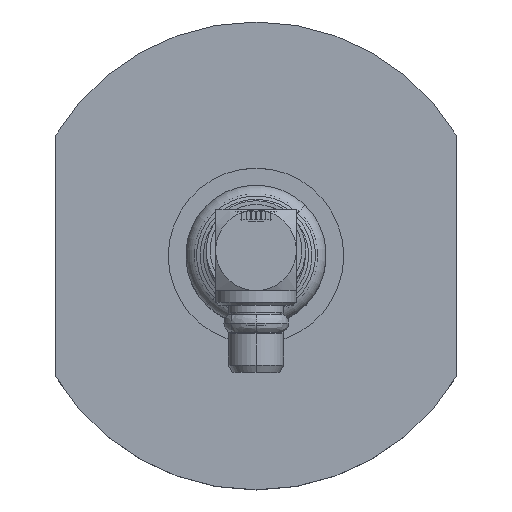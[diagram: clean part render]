
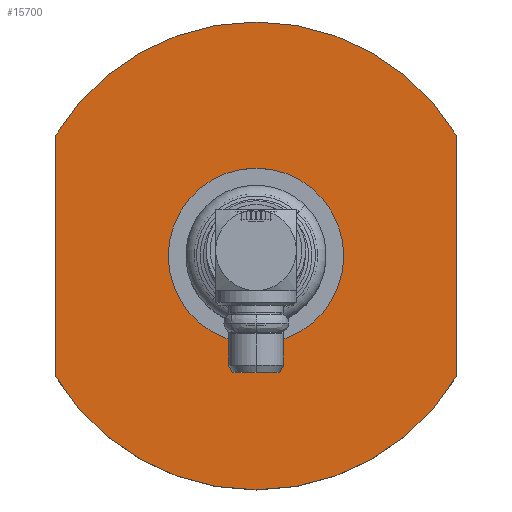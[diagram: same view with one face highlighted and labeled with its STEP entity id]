
A CAD part, top view. The second image highlights one B-rep face of the part: STEP entity #15700.
In plain terms, the highlighted face is planar.
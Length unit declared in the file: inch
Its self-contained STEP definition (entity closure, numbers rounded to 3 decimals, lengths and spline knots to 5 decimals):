
#946 = CARTESIAN_POINT ( 'NONE',  ( 0.84849, 0.4, 0.3435 ) ) ;
#1314 = CARTESIAN_POINT ( 'NONE',  ( 0.84849, 0., 0. ) ) ;
#1756 = ORIENTED_EDGE ( 'NONE', *, *, #18577, .T. ) ;
#2218 = ORIENTED_EDGE ( 'NONE', *, *, #12665, .F. ) ;
#2997 = LINE ( 'NONE', #946, #24315 ) ;
#3077 = CARTESIAN_POINT ( 'NONE',  ( 0.84849, 0.20496, 0.3435 ) ) ;
#3110 = EDGE_CURVE ( 'NONE', #9366, #11666, #8064, .T. ) ;
#3555 = DIRECTION ( 'NONE',  ( 0., 0., 1. ) ) ;
#3935 = LINE ( 'NONE', #5997, #13817 ) ;
#4061 = DIRECTION ( 'NONE',  ( 0., -1., 0. ) ) ;
#4823 = FACE_OUTER_BOUND ( 'NONE', #13648, .T. ) ;
#5093 = AXIS2_PLACEMENT_3D ( 'NONE', #5229, #12329, #3555 ) ;
#5094 = DIRECTION ( 'NONE',  ( -1., 0., 0. ) ) ;
#5229 = CARTESIAN_POINT ( 'NONE',  ( 0.84849, 0., 0. ) ) ;
#5997 = CARTESIAN_POINT ( 'NONE',  ( 0.84849, 0.4, -0.3435 ) ) ;
#6295 = CIRCLE ( 'NONE', #25149, 0.4 ) ;
#6882 = DIRECTION ( 'NONE',  ( 0., 0., 1. ) ) ;
#6908 = CARTESIAN_POINT ( 'NONE',  ( 0.84849, 0., -0.15 ) ) ;
#7088 = CARTESIAN_POINT ( 'NONE',  ( 0.84849, -0.20496, -0.3435 ) ) ;
#7462 = DIRECTION ( 'NONE',  ( -1., 0., 0. ) ) ;
#7999 = EDGE_CURVE ( 'NONE', #23419, #24470, #12090, .T. ) ;
#8064 = CIRCLE ( 'NONE', #10720, 0.4 ) ;
#8373 = CIRCLE ( 'NONE', #18450, 0.15 ) ;
#8421 = DIRECTION ( 'NONE',  ( 0., 0., 1. ) ) ;
#9012 = CARTESIAN_POINT ( 'NONE',  ( 0.84849, 0., 0. ) ) ;
#9290 = DIRECTION ( 'NONE',  ( 0., 1., 0. ) ) ;
#9366 = VERTEX_POINT ( 'NONE', #7088 ) ;
#9420 = DIRECTION ( 'NONE',  ( 0., 0., 1. ) ) ;
#10569 = VERTEX_POINT ( 'NONE', #3077 ) ;
#10720 = AXIS2_PLACEMENT_3D ( 'NONE', #11313, #7462, #15828 ) ;
#11155 = CARTESIAN_POINT ( 'NONE',  ( 0.84849, 0.20496, -0.3435 ) ) ;
#11313 = CARTESIAN_POINT ( 'NONE',  ( 0.84849, 0., 0. ) ) ;
#11666 = VERTEX_POINT ( 'NONE', #14437 ) ;
#12090 = CIRCLE ( 'NONE', #5093, 0.15 ) ;
#12234 = ORIENTED_EDGE ( 'NONE', *, *, #12537, .F. ) ;
#12329 = DIRECTION ( 'NONE',  ( -1., 0., 0. ) ) ;
#12537 = EDGE_CURVE ( 'NONE', #11666, #10569, #2997, .T. ) ;
#12665 = EDGE_CURVE ( 'NONE', #20767, #9366, #3935, .T. ) ;
#13640 = ORIENTED_EDGE ( 'NONE', *, *, #3110, .F. ) ;
#13648 = EDGE_LOOP ( 'NONE', ( #12234, #13640, #2218, #17113 ) ) ;
#13817 = VECTOR ( 'NONE', #4061, 39.37008 ) ;
#14437 = CARTESIAN_POINT ( 'NONE',  ( 0.84849, -0.20496, 0.3435 ) ) ;
#15250 = CARTESIAN_POINT ( 'NONE',  ( 0.84849, 0.4, 0. ) ) ;
#15700 = ADVANCED_FACE ( 'NONE', ( #17452, #4823 ), #21845, .F. ) ;
#15828 = DIRECTION ( 'NONE',  ( 0., 0., 1. ) ) ;
#16739 = EDGE_LOOP ( 'NONE', ( #21307, #1756 ) ) ;
#17113 = ORIENTED_EDGE ( 'NONE', *, *, #22303, .F. ) ;
#17452 = FACE_BOUND ( 'NONE', #16739, .T. ) ;
#17664 = DIRECTION ( 'NONE',  ( -1., 0., 0. ) ) ;
#18046 = DIRECTION ( 'NONE',  ( -1., 0., 0. ) ) ;
#18450 = AXIS2_PLACEMENT_3D ( 'NONE', #9012, #17664, #9420 ) ;
#18577 = EDGE_CURVE ( 'NONE', #24470, #23419, #8373, .T. ) ;
#20767 = VERTEX_POINT ( 'NONE', #11155 ) ;
#21307 = ORIENTED_EDGE ( 'NONE', *, *, #7999, .T. ) ;
#21845 = PLANE ( 'NONE',  #23983 ) ;
#22303 = EDGE_CURVE ( 'NONE', #10569, #20767, #6295, .T. ) ;
#23060 = CARTESIAN_POINT ( 'NONE',  ( 0.84849, 0., 0.15 ) ) ;
#23419 = VERTEX_POINT ( 'NONE', #23060 ) ;
#23983 = AXIS2_PLACEMENT_3D ( 'NONE', #15250, #5094, #6882 ) ;
#24315 = VECTOR ( 'NONE', #9290, 39.37008 ) ;
#24470 = VERTEX_POINT ( 'NONE', #6908 ) ;
#25149 = AXIS2_PLACEMENT_3D ( 'NONE', #1314, #18046, #8421 ) ;
